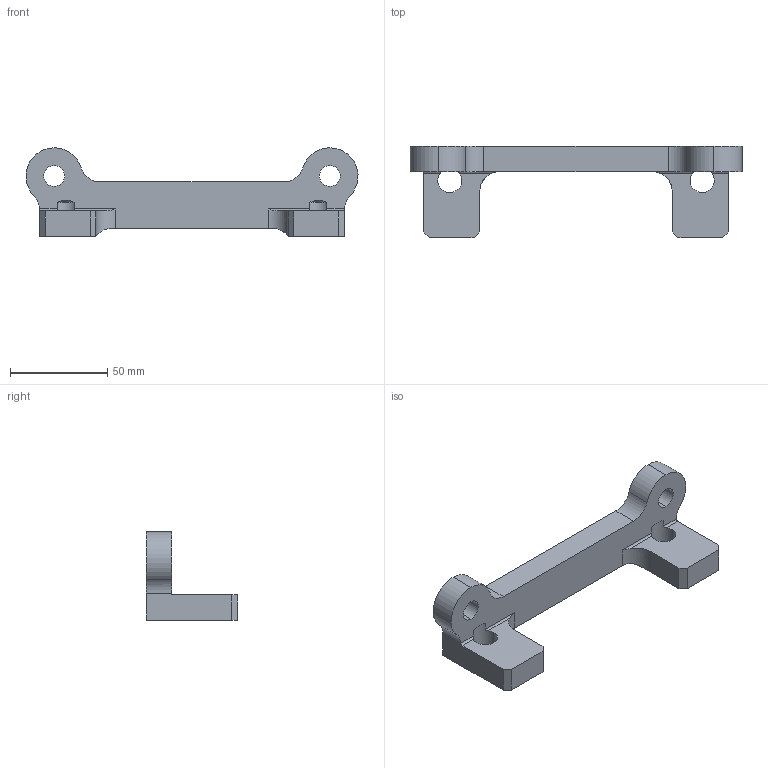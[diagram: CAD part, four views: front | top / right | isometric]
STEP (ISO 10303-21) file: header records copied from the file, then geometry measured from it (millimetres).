
FILE_DESCRIPTION (( 'STEP AP203' ), '1' );
FILE_NAME ('DPLAN_W101000101_-_001.STEP', '2018-06-29T16:05:37', ( '' ), ( '' ), 'SwSTEP 2.0', 'SolidWorks 2017', '' );
FILE_SCHEMA (( 'CONFIG_CONTROL_DESIGN' ));
Length unit declared in the file: millimetre
Products named in the file (1): DPLAN_W101000101_-_001
Bounding box: 170.94 x 47 x 45.5 mm (x, y, z)
Volume: 84818 mm3; surface area: 22134.5 mm2
Topology: 1 solids, 1 shells, 44 faces, 130 edges, 86 vertices
Faces by surface type: cylinder 24, plane 18, cone 2
Entity records: 1687 total; most frequent: CARTESIAN_POINT 397, ORIENTED_EDGE 260, DIRECTION 252, EDGE_CURVE 130, AXIS2_PLACEMENT_3D 89, VERTEX_POINT 86, VECTOR 74, LINE 74
